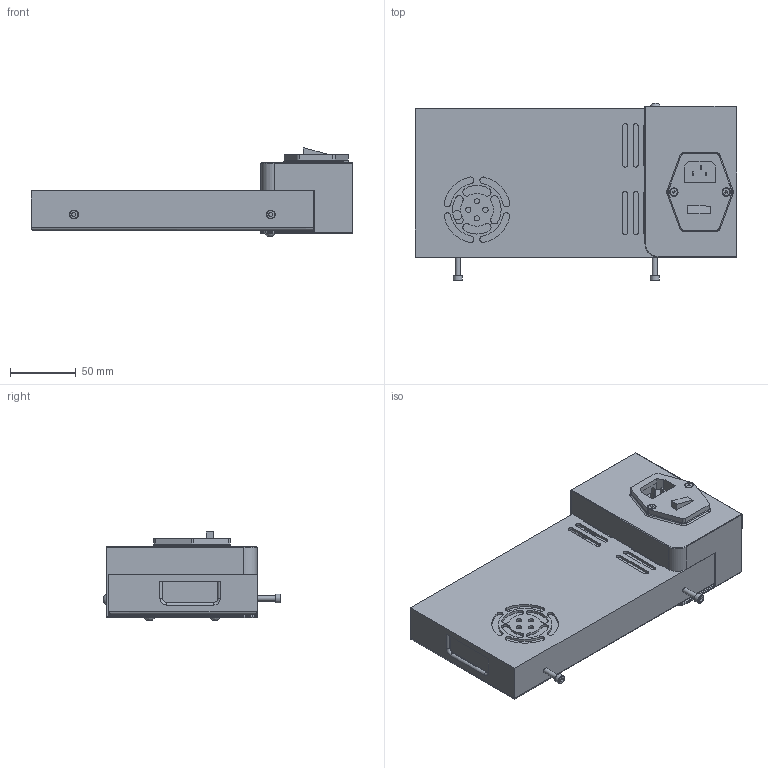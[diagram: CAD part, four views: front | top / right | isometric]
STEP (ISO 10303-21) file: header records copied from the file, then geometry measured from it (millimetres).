
FILE_DESCRIPTION(/* description */ (''),/* implementation_level */ '2;1');
FILE_NAME(/* name */ 'Ender 3 PSU.step',/* time_stamp */ '2024-06-13T09:50:31-04:00',/* author */ (''),/* organization */ (''),/* preprocessor_version */ 'ST-DEVELOPER v20',/* originating_system */ 'Autodesk Translation Framework v12.14.0.127',/* authorisation */ '');
FILE_SCHEMA (('AUTOMOTIVE_DESIGN { 1 0 10303 214 3 1 1 }'));
Length unit declared in the file: millimetre
Products named in the file (7): ASM Power Supply_Standard; 24V15A power supply_Standard; power switch_Standard; Power holder_Standard; M3X10 Flush Head Screw_Standard; M4X20 Socket Head Screw_Standard; M4X16 Pan Head Screw_Standard
Assembly tree (10 placements, depth 2):
  ASM Power Supply_Standard
    24V15A power supply_Standard
    power switch_Standard
    Power holder_Standard
    M3X10 Flush Head Screw_Standard  x2
    M4X20 Socket Head Screw_Standard  x2
    M4X16 Pan Head Screw_Standard  x3
Bounding box: 245 x 135.2 x 67.65 mm (x, y, z)
Volume: 209730.5 mm3; surface area: 193648.8 mm2
Topology: 10 solids, 10 shells, 482 faces, 1183 edges, 743 vertices
Faces by surface type: plane 270, cylinder 140, torus 26, cone 19, bspline 18, sphere 9
Full cylindrical faces by diameter (mm): 2.6 x2, 3 x2, 3.059 x2, 3.2 x4, 3.3 x2, 3.5 x2, 4 x9, 4.5 x1, 5.54 x2, 6.8 x2, 7 x2, 7.2 x4, 7.3 x2
Entity records: 14108 total; most frequent: CARTESIAN_POINT 3667, DIRECTION 2134, ORIENTED_EDGE 1998, EDGE_CURVE 999, AXIS2_PLACEMENT_3D 736, LINE 662, VECTOR 662, VERTEX_POINT 645
